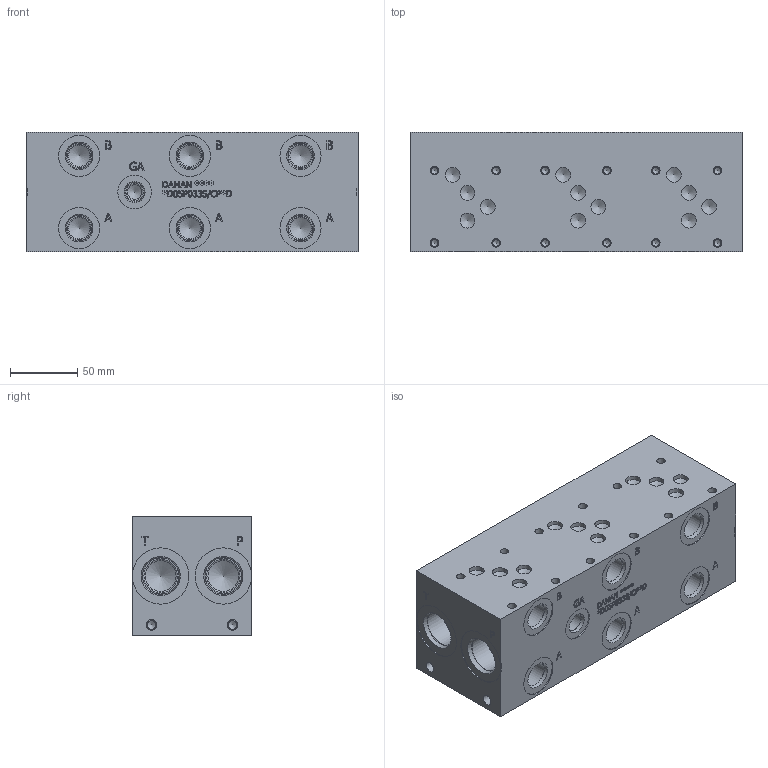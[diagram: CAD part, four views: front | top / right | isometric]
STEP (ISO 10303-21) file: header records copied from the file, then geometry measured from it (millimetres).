
FILE_DESCRIPTION(/* description */ (''),/* implementation_level */ '2;1');
FILE_NAME(/* name */ '_D05P033S_CP_D.stp',/* time_stamp */ '2021-07-01T14:47:04-04:00',/* author */ ('anthonyv'),/* organization */ (''),/* preprocessor_version */ 'ST-DEVELOPER v18.1',/* originating_system */ 'Autodesk Inventor 2021',/* authorisation */ '');
FILE_SCHEMA (('AUTOMOTIVE_DESIGN { 1 0 10303 214 3 1 1 }'));
Length unit declared in the file: millimetre
Products named in the file (1): Part_AD05P033S_C_D_3D
Bounding box: 247.65 x 88.9 x 88.9 mm (x, y, z)
Volume: 1799541.8 mm3; surface area: 135940.9 mm2
Topology: 1 solids, 1 shells, 850 faces, 2330 edges, 1580 vertices
Faces by surface type: plane 439, bspline 219, cylinder 110, cone 82
Full cylindrical faces by diameter (mm): 5.105 x12, 6.35 x12, 6.528 x4, 7.925 x4, 10.719 x1, 11.125 x12, 12.9 x1, 14.275 x1, 14.3 x2, 14.529 x1, 15.875 x6, 15.9 x2, 17.501 x6, 19.05 x6, 19.253 x6, 20.62 x1, 20.625 x1, 22.225 x1, 22.23 x1, 22.54 x1, 23.012 x4, 24.917 x4, 25.019 x1, 26.99 x2, 27 x2, 27.432 x4, 30.15 x1, 30.16 x1, 30.632 x6, 42.037 x4
Entity records: 28639 total; most frequent: CARTESIAN_POINT 7567, ORIENTED_EDGE 4578, DIRECTION 3538, EDGE_CURVE 2289, VERTEX_POINT 1580, LINE 1428, VECTOR 1428, AXIS2_PLACEMENT_3D 1055
